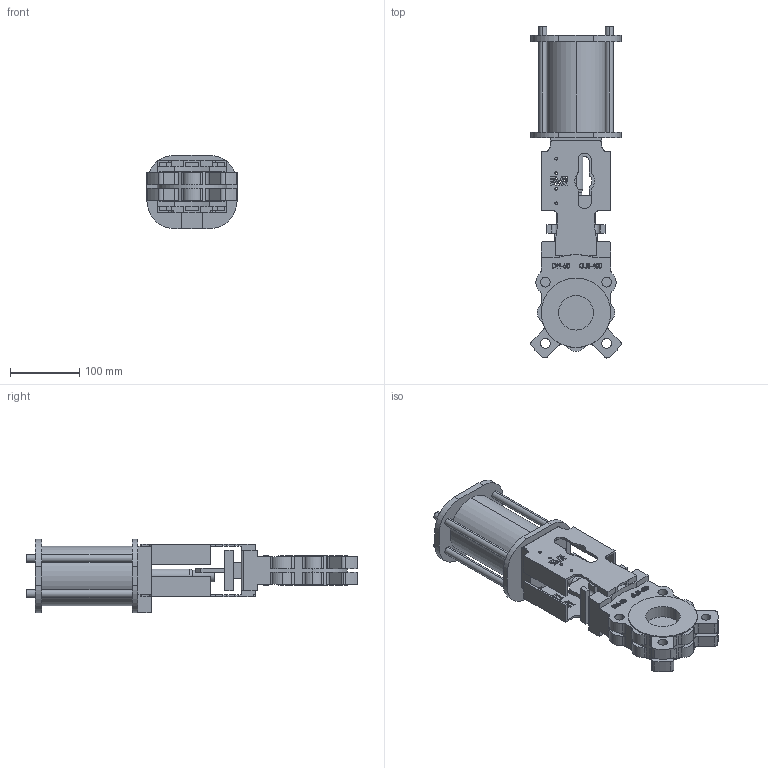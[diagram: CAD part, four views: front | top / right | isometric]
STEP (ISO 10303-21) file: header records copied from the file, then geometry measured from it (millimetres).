
FILE_DESCRIPTION (( 'STEP AP203' ), '1' );
FILE_NAME ('70205040034.STEP', '2017-03-17T12:37:26', ( '' ), ( '' ), 'SwSTEP 2.0', 'SolidWorks 2016', '' );
FILE_SCHEMA (( 'CONFIG_CONTROL_DESIGN' ));
Length unit declared in the file: millimetre
Products named in the file (1): 70205040034
Bounding box: 130.48 x 479.24 x 106 mm (x, y, z)
Volume: 1971796.9 mm3; surface area: 271555.8 mm2
Topology: 1 solids, 1 shells, 848 faces, 2374 edges, 1580 vertices
Faces by surface type: plane 413, cylinder 290, bspline 142, cone 3
Entity records: 36442 total; most frequent: CARTESIAN_POINT 14759, ORIENTED_EDGE 4748, DIRECTION 4119, EDGE_CURVE 2374, VERTEX_POINT 1580, VECTOR 1471, LINE 1471, AXIS2_PLACEMENT_3D 1324
